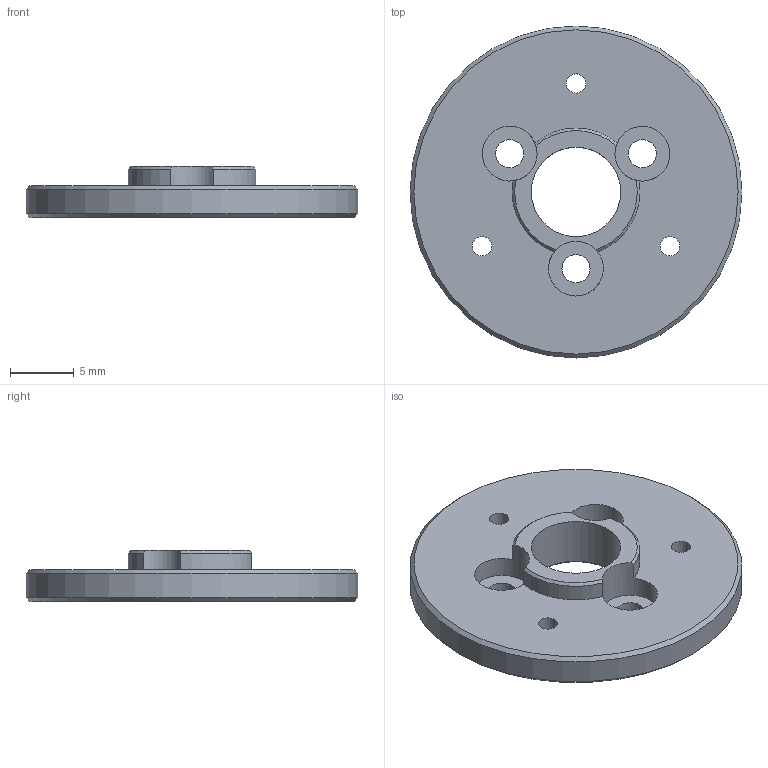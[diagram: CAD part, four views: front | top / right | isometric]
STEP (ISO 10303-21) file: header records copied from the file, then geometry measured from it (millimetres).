
FILE_DESCRIPTION(/* description */ (''),/* implementation_level */ '2;1');
FILE_NAME(/* name */ '26-A_flange_a.stp',/* time_stamp */ '2016-09-13T10:13:52+02:00',/* author */ ('DR. FRITZ FAULHABER GmbH & Co. KG'),/* organization */ ('DR. FRITZ FAULHABER GmbH & Co. KG'),/* preprocessor_version */ 'ST-DEVELOPER v16',/* originating_system */ 'SIEMENS PLM Software NX 10.0',/* authorisation */ '');
FILE_SCHEMA (('AUTOMOTIVE_DESIGN { 1 0 10303 214 3 1 1 1 }'));
Length unit declared in the file: millimetre
Products named in the file (1): HUGE22E4C835fh5p
Bounding box: 26 x 26 x 4 mm (x, y, z)
Volume: 1177.4 mm3; surface area: 1377.7 mm2
Topology: 1 solids, 1 shells, 26 faces, 72 edges, 49 vertices
Faces by surface type: cylinder 14, plane 6, cone 6
Full cylindrical faces by diameter (mm): 1.51 x3, 2.2 x3, 4.3 x3, 7 x1, 26 x1
Entity records: 772 total; most frequent: DIRECTION 134, CARTESIAN_POINT 134, ORIENTED_EDGE 98, AXIS2_PLACEMENT_3D 64, EDGE_LOOP 55, FACE_BOUND 49, EDGE_CURVE 49, VERTEX_POINT 40
